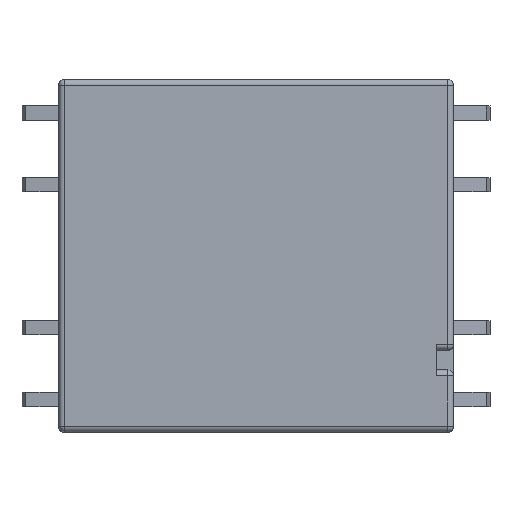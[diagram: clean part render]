
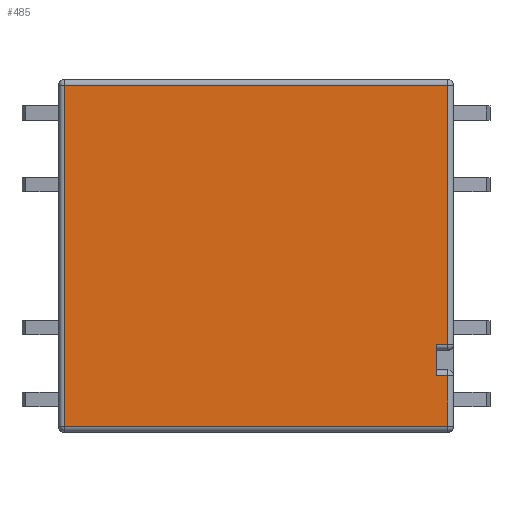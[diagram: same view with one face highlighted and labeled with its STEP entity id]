
A CAD part, top view. The second image highlights one B-rep face of the part: STEP entity #485.
In plain terms, the highlighted planar face has unit normal (0, 0, 1).
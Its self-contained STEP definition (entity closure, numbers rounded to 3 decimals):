
#485 = ADVANCED_FACE( '', ( #1258 ), #1259, .T. );
#1258 = FACE_OUTER_BOUND( '', #3789, .T. );
#1259 = PLANE( '', #3790 );
#3789 = EDGE_LOOP( '', ( #9155, #9156, #9157, #9158, #9159, #9160, #9161, #9162 ) );
#3790 = AXIS2_PLACEMENT_3D( '', #9163, #9164, #9165 );
#9155 = ORIENTED_EDGE( '', *, *, #11326, .T. );
#9156 = ORIENTED_EDGE( '', *, *, #11131, .T. );
#9157 = ORIENTED_EDGE( '', *, *, #11208, .T. );
#9158 = ORIENTED_EDGE( '', *, *, #11327, .T. );
#9159 = ORIENTED_EDGE( '', *, *, #11328, .T. );
#9160 = ORIENTED_EDGE( '', *, *, #11149, .T. );
#9161 = ORIENTED_EDGE( '', *, *, #11329, .T. );
#9162 = ORIENTED_EDGE( '', *, *, #11330, .T. );
#9163 = CARTESIAN_POINT( '', ( -7., -6.25, 7.8 ) );
#9164 = DIRECTION( '', ( 0., 0., 1. ) );
#9165 = DIRECTION( '', ( 1., 0., 0. ) );
#11131 = EDGE_CURVE( '', #12070, #12071, #12072, .T. );
#11149 = EDGE_CURVE( '', #12095, #12100, #12102, .T. );
#11208 = EDGE_CURVE( '', #12071, #12200, #12202, .T. );
#11326 = EDGE_CURVE( '', #12342, #12070, #12395, .T. );
#11327 = EDGE_CURVE( '', #12200, #12396, #12397, .T. );
#11328 = EDGE_CURVE( '', #12396, #12095, #12398, .T. );
#11329 = EDGE_CURVE( '', #12100, #12399, #12400, .T. );
#11330 = EDGE_CURVE( '', #12399, #12342, #12401, .T. );
#12070 = VERTEX_POINT( '', #13393 );
#12071 = VERTEX_POINT( '', #13394 );
#12072 = LINE( '', #13395, #13396 );
#12095 = VERTEX_POINT( '', #13428 );
#12100 = VERTEX_POINT( '', #13434 );
#12102 = LINE( '', #13436, #13437 );
#12200 = VERTEX_POINT( '', #13553 );
#12202 = LINE( '', #13555, #13556 );
#12342 = VERTEX_POINT( '', #13721 );
#12395 = LINE( '', #13774, #13775 );
#12396 = VERTEX_POINT( '', #13776 );
#12397 = LINE( '', #13777, #13778 );
#12398 = LINE( '', #13779, #13780 );
#12399 = VERTEX_POINT( '', #13781 );
#12400 = LINE( '', #13782, #13783 );
#12401 = LINE( '', #13784, #13785 );
#13393 = CARTESIAN_POINT( '', ( 6.4, -4.25, 7.8 ) );
#13394 = CARTESIAN_POINT( '', ( 6.4, -3.15, 7.8 ) );
#13395 = CARTESIAN_POINT( '', ( 6.4, -6.25, 7.8 ) );
#13396 = VECTOR( '', #14928, 1000. );
#13428 = CARTESIAN_POINT( '', ( -6.8, 6.05, 7.8 ) );
#13434 = CARTESIAN_POINT( '', ( -6.8, -6.05, 7.8 ) );
#13436 = CARTESIAN_POINT( '', ( -6.8, -6.25, 7.8 ) );
#13437 = VECTOR( '', #14951, 1000. );
#13553 = CARTESIAN_POINT( '', ( 6.8, -3.15, 7.8 ) );
#13555 = CARTESIAN_POINT( '', ( -7., -3.15, 7.8 ) );
#13556 = VECTOR( '', #15048, 1000. );
#13721 = CARTESIAN_POINT( '', ( 6.8, -4.25, 7.8 ) );
#13774 = CARTESIAN_POINT( '', ( -7., -4.25, 7.8 ) );
#13775 = VECTOR( '', #15248, 1000. );
#13776 = CARTESIAN_POINT( '', ( 6.8, 6.05, 7.8 ) );
#13777 = CARTESIAN_POINT( '', ( 6.8, 6.25, 7.8 ) );
#13778 = VECTOR( '', #15249, 1000. );
#13779 = CARTESIAN_POINT( '', ( -7., 6.05, 7.8 ) );
#13780 = VECTOR( '', #15250, 1000. );
#13781 = CARTESIAN_POINT( '', ( 6.8, -6.05, 7.8 ) );
#13782 = CARTESIAN_POINT( '', ( 7., -6.05, 7.8 ) );
#13783 = VECTOR( '', #15251, 1000. );
#13784 = CARTESIAN_POINT( '', ( 6.8, -4.05, 7.8 ) );
#13785 = VECTOR( '', #15252, 1000. );
#14928 = DIRECTION( '', ( 0., 1., 0. ) );
#14951 = DIRECTION( '', ( 0., -1., 0. ) );
#15048 = DIRECTION( '', ( 1., 0., 0. ) );
#15248 = DIRECTION( '', ( -1., 0., 0. ) );
#15249 = DIRECTION( '', ( 0., 1., 0. ) );
#15250 = DIRECTION( '', ( -1., 0., 0. ) );
#15251 = DIRECTION( '', ( 1., 0., 0. ) );
#15252 = DIRECTION( '', ( 0., 1., 0. ) );
